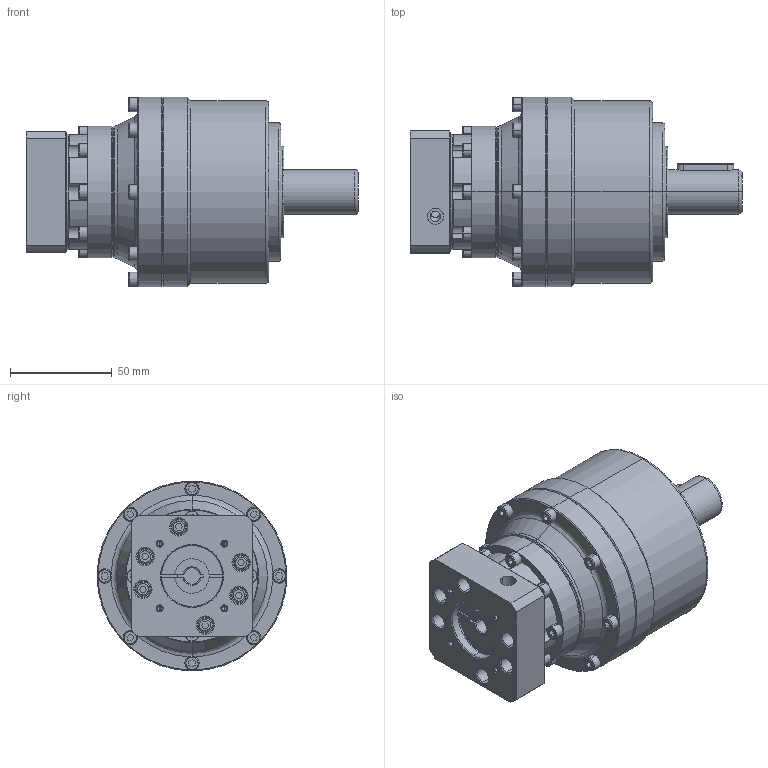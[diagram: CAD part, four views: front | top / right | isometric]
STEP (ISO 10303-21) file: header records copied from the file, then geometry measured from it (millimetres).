
FILE_DESCRIPTION (( 'STEP AP214' ), '1' );
FILE_NAME ('PE090-L2-8-30-45M3.STEP', '2024-01-06T03:40:13', ( 'admin' ), ( '' ), 'SwSTEP 2.0', 'SolidWorks 2013', '' );
FILE_SCHEMA (( 'AUTOMOTIVE_DESIGN' ));
Length unit declared in the file: millimetre
Products named in the file (5): PE090_X2_8F9351FA7AEF_X0_; 60_X2_8F9351656CD55170_X0_-30-45M3; 14_X2_8F6C_X0_8; PB090-L2_X2_58F34F537AEF_X0_-19; PE090-L2-8-30-45M3
Assembly tree (4 placements, depth 2):
  PE090-L2-8-30-45M3
    PB090-L2_X2_58F34F537AEF_X0_-19
    14_X2_8F6C_X0_8
    60_X2_8F9351656CD55170_X0_-30-45M3
    PE090_X2_8F9351FA7AEF_X0_
Bounding box: 163.5 x 93.5 x 93.5 mm (x, y, z)
Volume: 623325.1 mm3; surface area: 87618.1 mm2
Topology: 4 solids, 4 shells, 714 faces, 1711 edges, 1041 vertices
Faces by surface type: plane 259, cylinder 242, cone 145, bspline 68
Entity records: 30125 total; most frequent: CARTESIAN_POINT 5865, DIRECTION 3469, ORIENTED_EDGE 3298, EDGE_CURVE 1649, AXIS2_PLACEMENT_3D 1321, VERTEX_POINT 1041, EDGE_LOOP 830, LINE 827
